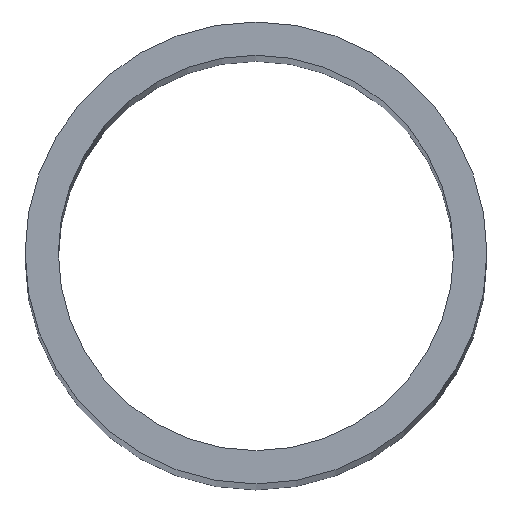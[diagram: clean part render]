
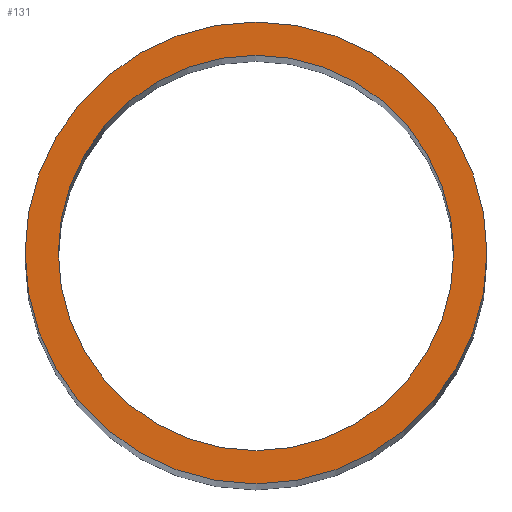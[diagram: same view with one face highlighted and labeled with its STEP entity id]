
A CAD part, top view. The second image highlights one B-rep face of the part: STEP entity #131.
In plain terms, the highlighted planar face has unit normal (0, 0, 1).
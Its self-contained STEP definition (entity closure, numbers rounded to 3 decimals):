
#7 = VERTEX_POINT ( 'NONE', #155 ) ;
#9 = CIRCLE ( 'NONE', #176, 16.95 ) ;
#14 = CARTESIAN_POINT ( 'NONE',  ( 0., 0., 0. ) ) ;
#21 = EDGE_CURVE ( 'NONE', #229, #41, #61, .T. ) ;
#22 = EDGE_LOOP ( 'NONE', ( #60, #75 ) ) ;
#27 = EDGE_LOOP ( 'NONE', ( #228, #193 ) ) ;
#31 = DIRECTION ( 'NONE',  ( 0., 0., 1. ) ) ;
#33 = DIRECTION ( 'NONE',  ( 0., 0., 1. ) ) ;
#40 = CARTESIAN_POINT ( 'NONE',  ( -19.8, 0., 0. ) ) ;
#41 = VERTEX_POINT ( 'NONE', #40 ) ;
#46 = VERTEX_POINT ( 'NONE', #189 ) ;
#50 = AXIS2_PLACEMENT_3D ( 'NONE', #124, #104, #179 ) ;
#55 = AXIS2_PLACEMENT_3D ( 'NONE', #233, #33, #63 ) ;
#56 = DIRECTION ( 'NONE',  ( 1., 0., 0. ) ) ;
#60 = ORIENTED_EDGE ( 'NONE', *, *, #21, .T. ) ;
#61 = CIRCLE ( 'NONE', #186, 19.8 ) ;
#63 = DIRECTION ( 'NONE',  ( 1., 0., 0. ) ) ;
#75 = ORIENTED_EDGE ( 'NONE', *, *, #148, .T. ) ;
#81 = CIRCLE ( 'NONE', #116, 16.95 ) ;
#88 = EDGE_CURVE ( 'NONE', #46, #7, #81, .T. ) ;
#96 = DIRECTION ( 'NONE',  ( 1., 0., 0. ) ) ;
#98 = CIRCLE ( 'NONE', #50, 19.8 ) ;
#104 = DIRECTION ( 'NONE',  ( 0., 0., 1. ) ) ;
#112 = CARTESIAN_POINT ( 'NONE',  ( 0., 0., 0. ) ) ;
#116 = AXIS2_PLACEMENT_3D ( 'NONE', #14, #31, #146 ) ;
#123 = CARTESIAN_POINT ( 'NONE',  ( 0., 0., 0. ) ) ;
#124 = CARTESIAN_POINT ( 'NONE',  ( 0., 0., 0. ) ) ;
#127 = PLANE ( 'NONE',  #55 ) ;
#131 = ADVANCED_FACE ( 'NONE', ( #178, #238 ), #127, .T. ) ;
#146 = DIRECTION ( 'NONE',  ( 1., 0., 0. ) ) ;
#148 = EDGE_CURVE ( 'NONE', #41, #229, #98, .T. ) ;
#155 = CARTESIAN_POINT ( 'NONE',  ( -16.95, 0., 0. ) ) ;
#175 = DIRECTION ( 'NONE',  ( 0., 0., 1. ) ) ;
#176 = AXIS2_PLACEMENT_3D ( 'NONE', #112, #187, #96 ) ;
#178 = FACE_BOUND ( 'NONE', #27, .T. ) ;
#179 = DIRECTION ( 'NONE',  ( 1., 0., 0. ) ) ;
#186 = AXIS2_PLACEMENT_3D ( 'NONE', #123, #175, #56 ) ;
#187 = DIRECTION ( 'NONE',  ( 0., 0., 1. ) ) ;
#189 = CARTESIAN_POINT ( 'NONE',  ( 16.95, 0., 0. ) ) ;
#193 = ORIENTED_EDGE ( 'NONE', *, *, #216, .F. ) ;
#216 = EDGE_CURVE ( 'NONE', #7, #46, #9, .T. ) ;
#225 = CARTESIAN_POINT ( 'NONE',  ( 19.8, 0., 0. ) ) ;
#228 = ORIENTED_EDGE ( 'NONE', *, *, #88, .F. ) ;
#229 = VERTEX_POINT ( 'NONE', #225 ) ;
#233 = CARTESIAN_POINT ( 'NONE',  ( 0., 0., 0. ) ) ;
#238 = FACE_OUTER_BOUND ( 'NONE', #22, .T. ) ;
